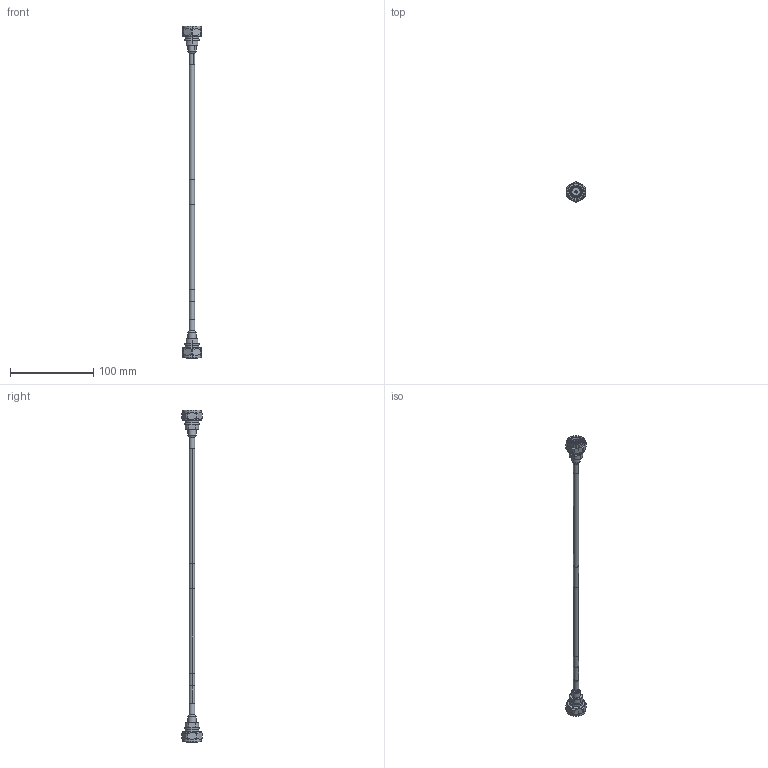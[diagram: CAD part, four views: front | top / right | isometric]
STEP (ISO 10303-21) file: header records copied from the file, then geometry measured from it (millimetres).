
FILE_DESCRIPTION (( 'STEP AP214' ), '1' );
FILE_NAME ('FMCA2037_3D.step', '2025-07-24T19:24:13', ( '' ), ( '' ), 'SwSTEP 2.0', 'SolidWorks 2022', '' );
FILE_SCHEMA (( 'AUTOMOTIVE_DESIGN' ));
Length unit declared in the file: inch
Products named in the file (5): SPO-250_W_LABEL&PIM; TC-250-4310M-LP; HeatShrink_CA-240_3; TC-250-4310M-LP_body; FMCA2037_3D
Assembly tree (6 placements, depth 3):
  FMCA2037_3D
    SPO-250_W_LABEL&PIM
    TC-250-4310M-LP  x2
      TC-250-4310M-LP_body
    HeatShrink_CA-240_3  x2
Bounding box: 22 x 24.5 x 398.91 mm (x, y, z)
Volume: 22035.2 mm3; surface area: 17590 mm2
Topology: 5 solids, 5 shells, 314 faces, 656 edges, 376 vertices
Faces by surface type: cone 120, cylinder 92, plane 54, torus 48
Entity records: 4817 total; most frequent: DIRECTION 887, CARTESIAN_POINT 864, ORIENTED_EDGE 686, AXIS2_PLACEMENT_3D 381, EDGE_CURVE 343, CIRCLE 206, VERTEX_POINT 198, EDGE_LOOP 181
